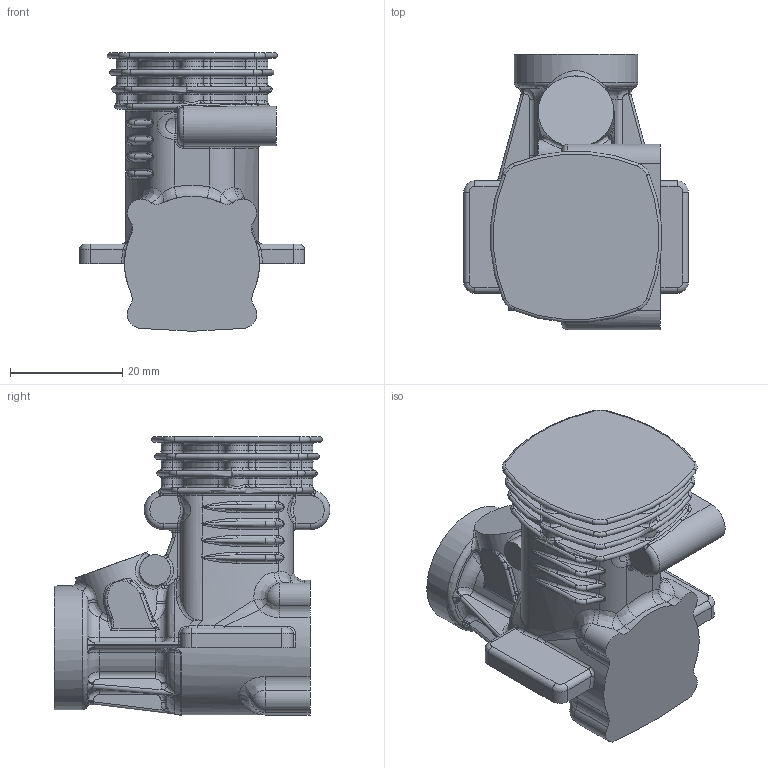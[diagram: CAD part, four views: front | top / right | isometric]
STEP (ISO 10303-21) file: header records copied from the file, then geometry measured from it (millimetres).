
FILE_DESCRIPTION(/* description */ (''),/* implementation_level */ '2;1');
FILE_NAME(/* name */ 'Captures d''écran\bloc_moteur_pour_doc_pyocc_moulage.stp',/* time_stamp */ '2014-10-28T16:14:55+01:00',/* author */ ('Thomas Paviot'),/* organization */ (''),/* preprocessor_version */ 'ST-DEVELOPER v15.6',/* originating_system */ 'Autodesk Inventor 2015',/* authorisation */ '');
FILE_SCHEMA (('CONFIG_CONTROL_DESIGN'));
Length unit declared in the file: millimetre
Products named in the file (1): bloc_moteur_pour_doc_pyocc_moulage
Bounding box: 40 x 49.02 x 49.5 mm (x, y, z)
Volume: 33848.7 mm3; surface area: 11219.7 mm2
Topology: 1 solids, 1 shells, 764 faces, 1837 edges, 1051 vertices
Faces by surface type: bspline 262, torus 213, cylinder 182, plane 88, sphere 13, cone 6
Full cylindrical faces by diameter (mm): 5.5 x1, 13.5 x1, 22 x1
Entity records: 29517 total; most frequent: CARTESIAN_POINT 12959, ORIENTED_EDGE 3604, DIRECTION 3376, EDGE_CURVE 1802, AXIS2_PLACEMENT_3D 1541, VERTEX_POINT 1047, CIRCLE 1000, EDGE_LOOP 771
